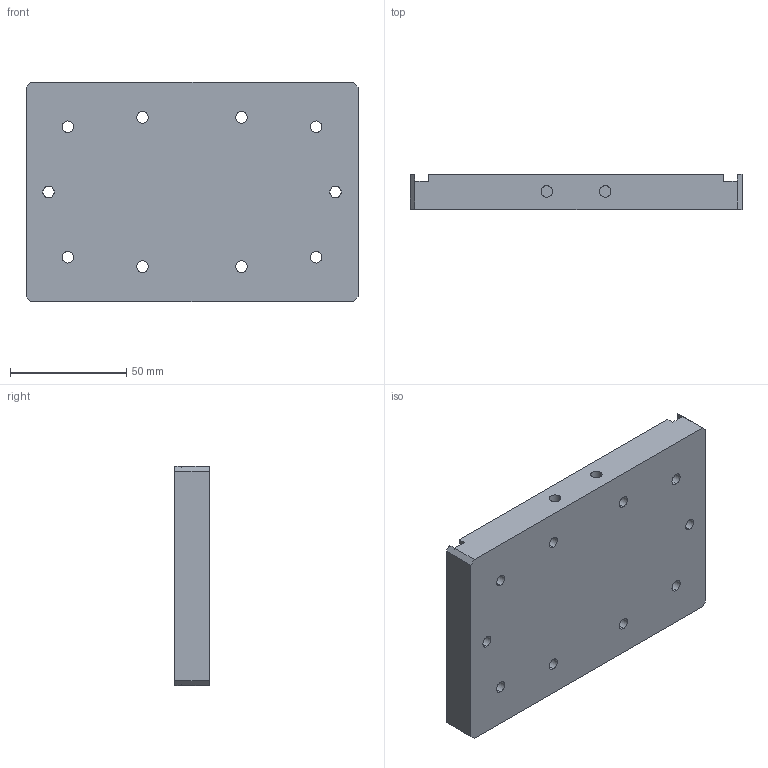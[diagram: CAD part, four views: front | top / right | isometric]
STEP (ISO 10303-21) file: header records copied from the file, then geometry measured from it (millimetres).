
FILE_DESCRIPTION (( 'STEP AP203' ), '1' );
FILE_NAME ('Assembly Station Base Plate_Default_sldprt.STEP', '2023-10-19T05:33:55', ( '' ), ( '' ), 'SwSTEP 2.0', 'SolidWorks 2023', '' );
FILE_SCHEMA (( 'CONFIG_CONTROL_DESIGN' ));
Length unit declared in the file: millimetre
Products named in the file (1): Assembly Station Base Plate_Default_sldprt
Bounding box: 142.5 x 15 x 94 mm (x, y, z)
Volume: 189738.7 mm3; surface area: 38373.2 mm2
Topology: 1 solids, 1 shells, 55 faces, 152 edges, 100 vertices
Faces by surface type: plane 31, cylinder 24
Entity records: 1883 total; most frequent: DIRECTION 316, CARTESIAN_POINT 308, ORIENTED_EDGE 304, EDGE_CURVE 152, AXIS2_PLACEMENT_3D 108, VERTEX_POINT 100, LINE 100, VECTOR 100
